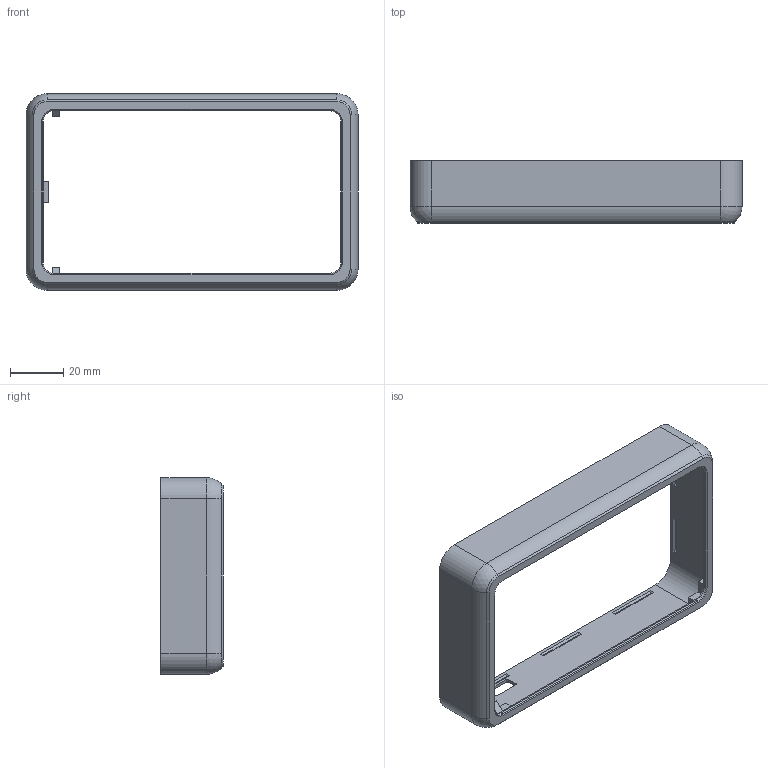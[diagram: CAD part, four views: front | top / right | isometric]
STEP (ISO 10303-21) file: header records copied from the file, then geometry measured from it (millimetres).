
FILE_DESCRIPTION(/* description */ (''),/* implementation_level */ '2;1');
FILE_NAME(/* name */ 'trmnl_mini_case_front.step',/* time_stamp */ '2025-11-06T16:56:38+01:00',/* author */ (''),/* organization */ (''),/* preprocessor_version */ 'ST-DEVELOPER v20.1',/* originating_system */ 'Autodesk Translation Framework v14.17.0.0',/* authorisation */ '');
FILE_SCHEMA (('AUTOMOTIVE_DESIGN { 1 0 10303 214 3 1 1 }'));
Length unit declared in the file: millimetre
Products named in the file (2): 2025-10-30-22-22-38-432; 2025-10-31-21-37-17-357
Assembly tree (1 placements, depth 2):
  2025-10-30-22-22-38-432
    2025-10-31-21-37-17-357
Bounding box: 125 x 23.4 x 74 mm (x, y, z)
Volume: 19628.3 mm3; surface area: 21568.9 mm2
Topology: 1 solids, 1 shells, 158 faces, 387 edges, 242 vertices
Faces by surface type: plane 114, cylinder 24, cone 12, torus 4, sphere 4
Entity records: 4620 total; most frequent: CARTESIAN_POINT 790, DIRECTION 781, ORIENTED_EDGE 774, EDGE_CURVE 387, LINE 315, VECTOR 315, VERTEX_POINT 242, AXIS2_PLACEMENT_3D 233
